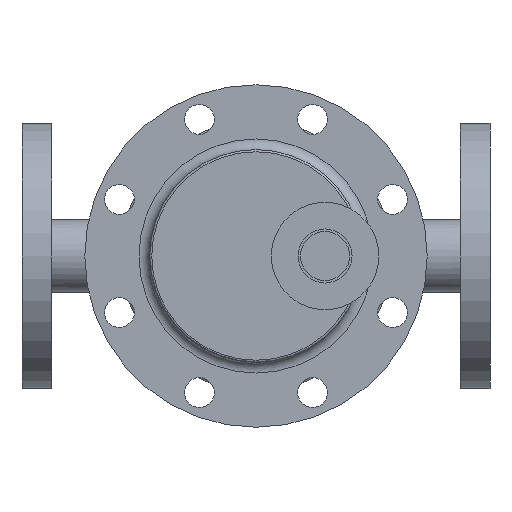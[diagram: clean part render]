
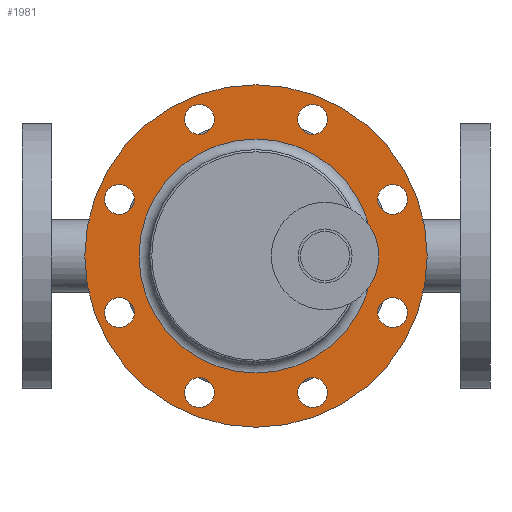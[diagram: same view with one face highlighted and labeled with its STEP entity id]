
A CAD part, left-side view. The second image highlights one B-rep face of the part: STEP entity #1981.
In plain terms, the highlighted planar face has unit normal (-1, 0, 0).
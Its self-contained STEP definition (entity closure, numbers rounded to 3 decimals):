
#284=FACE_BOUND('',#657,.T.);
#285=FACE_BOUND('',#658,.T.);
#286=FACE_BOUND('',#659,.T.);
#287=FACE_BOUND('',#660,.T.);
#288=FACE_BOUND('',#661,.T.);
#289=FACE_BOUND('',#662,.T.);
#290=FACE_BOUND('',#663,.T.);
#291=FACE_BOUND('',#664,.T.);
#292=FACE_BOUND('',#665,.T.);
#372=PLANE('',#2291);
#486=FACE_OUTER_BOUND('',#656,.T.);
#656=EDGE_LOOP('',(#1752));
#657=EDGE_LOOP('',(#1753));
#658=EDGE_LOOP('',(#1754));
#659=EDGE_LOOP('',(#1755));
#660=EDGE_LOOP('',(#1756));
#661=EDGE_LOOP('',(#1757));
#662=EDGE_LOOP('',(#1758));
#663=EDGE_LOOP('',(#1759));
#664=EDGE_LOOP('',(#1760));
#665=EDGE_LOOP('',(#1761));
#798=CIRCLE('',#2115,7.);
#802=CIRCLE('',#2121,7.);
#806=CIRCLE('',#2127,7.);
#810=CIRCLE('',#2133,7.);
#814=CIRCLE('',#2139,7.);
#818=CIRCLE('',#2145,7.);
#822=CIRCLE('',#2151,7.);
#826=CIRCLE('',#2157,7.);
#899=CIRCLE('',#2290,80.5);
#900=CIRCLE('',#2292,55.);
#975=VERTEX_POINT('',#3177);
#979=VERTEX_POINT('',#3189);
#983=VERTEX_POINT('',#3201);
#987=VERTEX_POINT('',#3213);
#991=VERTEX_POINT('',#3225);
#995=VERTEX_POINT('',#3237);
#999=VERTEX_POINT('',#3249);
#1003=VERTEX_POINT('',#3261);
#1072=VERTEX_POINT('',#3727);
#1073=VERTEX_POINT('',#3731);
#1175=EDGE_CURVE('',#975,#975,#798,.T.);
#1181=EDGE_CURVE('',#979,#979,#802,.T.);
#1187=EDGE_CURVE('',#983,#983,#806,.T.);
#1193=EDGE_CURVE('',#987,#987,#810,.T.);
#1199=EDGE_CURVE('',#991,#991,#814,.T.);
#1205=EDGE_CURVE('',#995,#995,#818,.T.);
#1211=EDGE_CURVE('',#999,#999,#822,.T.);
#1217=EDGE_CURVE('',#1003,#1003,#826,.T.);
#1321=EDGE_CURVE('',#1072,#1072,#899,.T.);
#1323=EDGE_CURVE('',#1073,#1073,#900,.T.);
#1752=ORIENTED_EDGE('',*,*,#1321,.T.);
#1753=ORIENTED_EDGE('',*,*,#1175,.T.);
#1754=ORIENTED_EDGE('',*,*,#1181,.T.);
#1755=ORIENTED_EDGE('',*,*,#1187,.T.);
#1756=ORIENTED_EDGE('',*,*,#1193,.T.);
#1757=ORIENTED_EDGE('',*,*,#1199,.T.);
#1758=ORIENTED_EDGE('',*,*,#1205,.T.);
#1759=ORIENTED_EDGE('',*,*,#1211,.T.);
#1760=ORIENTED_EDGE('',*,*,#1217,.T.);
#1761=ORIENTED_EDGE('',*,*,#1323,.F.);
#1981=ADVANCED_FACE('',(#486,#284,#285,#286,#287,#288,#289,#290,#291,#292),
#372,.T.);
#2115=AXIS2_PLACEMENT_3D('',#3178,#2540,#2541);
#2121=AXIS2_PLACEMENT_3D('',#3190,#2554,#2555);
#2127=AXIS2_PLACEMENT_3D('',#3202,#2568,#2569);
#2133=AXIS2_PLACEMENT_3D('',#3214,#2582,#2583);
#2139=AXIS2_PLACEMENT_3D('',#3226,#2596,#2597);
#2145=AXIS2_PLACEMENT_3D('',#3238,#2610,#2611);
#2151=AXIS2_PLACEMENT_3D('',#3250,#2624,#2625);
#2157=AXIS2_PLACEMENT_3D('',#3262,#2638,#2639);
#2290=AXIS2_PLACEMENT_3D('',#3728,#2926,#2927);
#2291=AXIS2_PLACEMENT_3D('',#3730,#2929,#2930);
#2292=AXIS2_PLACEMENT_3D('',#3732,#2931,#2932);
#2540=DIRECTION('center_axis',(1.,0.,0.));
#2541=DIRECTION('ref_axis',(0.,0.,1.));
#2554=DIRECTION('center_axis',(1.,0.,0.));
#2555=DIRECTION('ref_axis',(0.,0.,1.));
#2568=DIRECTION('center_axis',(1.,0.,0.));
#2569=DIRECTION('ref_axis',(0.,0.,1.));
#2582=DIRECTION('center_axis',(1.,0.,0.));
#2583=DIRECTION('ref_axis',(0.,0.,1.));
#2596=DIRECTION('center_axis',(1.,0.,0.));
#2597=DIRECTION('ref_axis',(0.,0.,1.));
#2610=DIRECTION('center_axis',(1.,0.,0.));
#2611=DIRECTION('ref_axis',(0.,0.,1.));
#2624=DIRECTION('center_axis',(1.,0.,0.));
#2625=DIRECTION('ref_axis',(0.,0.,1.));
#2638=DIRECTION('center_axis',(1.,0.,0.));
#2639=DIRECTION('ref_axis',(0.,0.,1.));
#2926=DIRECTION('center_axis',(-1.,0.,0.));
#2927=DIRECTION('ref_axis',(0.,0.,1.));
#2929=DIRECTION('center_axis',(-1.,0.,0.));
#2930=DIRECTION('ref_axis',(0.,0.,1.));
#2931=DIRECTION('center_axis',(-1.,0.,0.));
#2932=DIRECTION('ref_axis',(0.,0.,1.));
#3177=CARTESIAN_POINT('',(-1021.,-64.214,-33.598));
#3178=CARTESIAN_POINT('Origin',(-1021.,-64.214,-26.598));
#3189=CARTESIAN_POINT('',(-1021.,-26.598,57.214));
#3190=CARTESIAN_POINT('Origin',(-1021.,-26.598,64.214));
#3201=CARTESIAN_POINT('',(-1021.,26.598,-71.214));
#3202=CARTESIAN_POINT('Origin',(-1021.,26.598,-64.214));
#3213=CARTESIAN_POINT('',(-1021.,26.598,57.214));
#3214=CARTESIAN_POINT('Origin',(-1021.,26.598,64.214));
#3225=CARTESIAN_POINT('',(-1021.,-26.598,-71.214));
#3226=CARTESIAN_POINT('Origin',(-1021.,-26.598,-64.214));
#3237=CARTESIAN_POINT('',(-1021.,-64.214,19.598));
#3238=CARTESIAN_POINT('Origin',(-1021.,-64.214,26.598));
#3249=CARTESIAN_POINT('',(-1021.,64.214,-33.598));
#3250=CARTESIAN_POINT('Origin',(-1021.,64.214,-26.598));
#3261=CARTESIAN_POINT('',(-1021.,64.214,19.598));
#3262=CARTESIAN_POINT('Origin',(-1021.,64.214,26.598));
#3727=CARTESIAN_POINT('',(-1021.,-80.5,0.));
#3728=CARTESIAN_POINT('Origin',(-1021.,0.,0.));
#3730=CARTESIAN_POINT('Origin',(-1021.,55.,0.));
#3731=CARTESIAN_POINT('',(-1021.,0.,-55.));
#3732=CARTESIAN_POINT('Origin',(-1021.,0.,0.));
